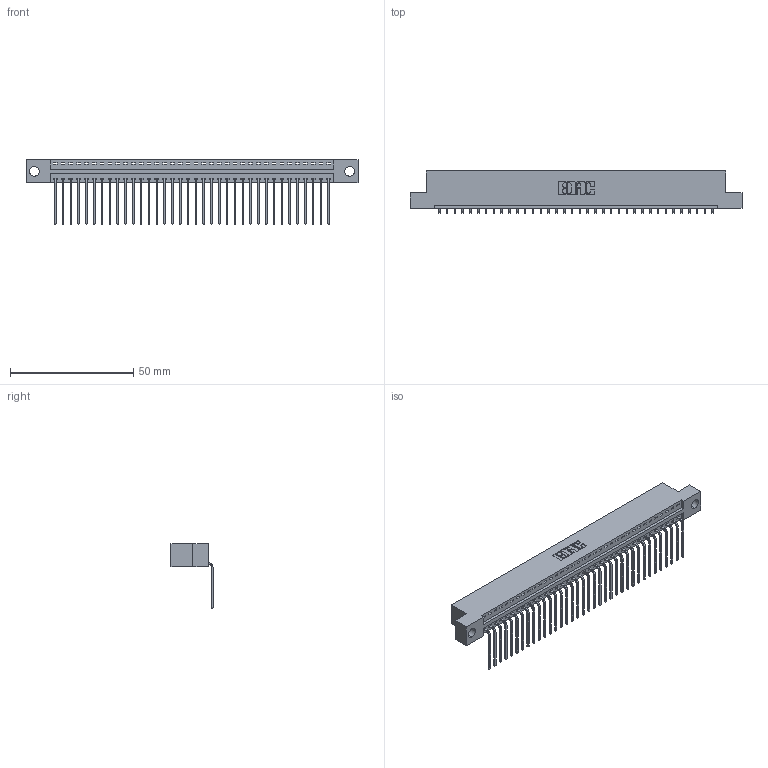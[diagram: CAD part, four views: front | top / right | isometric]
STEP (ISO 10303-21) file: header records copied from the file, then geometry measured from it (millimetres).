
FILE_DESCRIPTION (( 'STEP AP203' ), '1' );
FILE_NAME ('396-036-559-104.STEP', '2019-10-31T22:20:56', ( '' ), ( '' ), 'SwSTEP 2.0', 'SolidWorks 2016', '' );
FILE_SCHEMA (( 'CONFIG_CONTROL_DESIGN' ));
Length unit declared in the file: inch
Products named in the file (3): 346 Part_Flush Mounting Lugs - 0.156 Dia-TH; 345-292-001_558 559 Tail - 1; 396-036-559-104
Assembly tree (37 placements, depth 2):
  396-036-559-104
    346 Part_Flush Mounting Lugs - 0.156 Dia-TH
    345-292-001_558 559 Tail - 1  x36
Bounding box: 134.87 x 17.08 x 26.16 mm (x, y, z)
Volume: 12901.2 mm3; surface area: 16580.6 mm2
Topology: 37 solids, 37 shells, 2282 faces, 6881 edges, 4538 vertices
Faces by surface type: plane 1588, cylinder 694
Entity records: 23237 total; most frequent: CARTESIAN_POINT 3992, ORIENTED_EDGE 3962, DIRECTION 3529, EDGE_CURVE 1981, LINE 1705, VECTOR 1705, VERTEX_POINT 1318, AXIS2_PLACEMENT_3D 912
